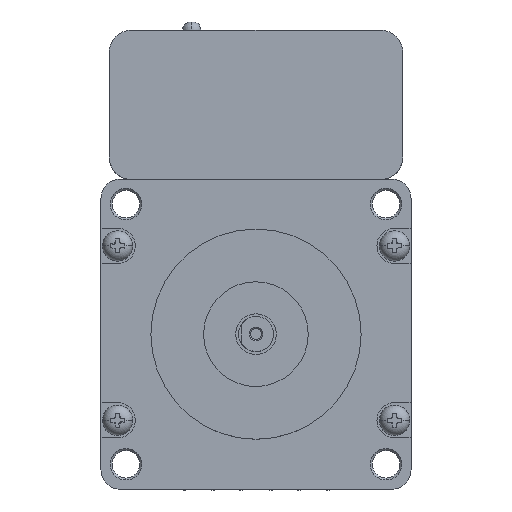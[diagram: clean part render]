
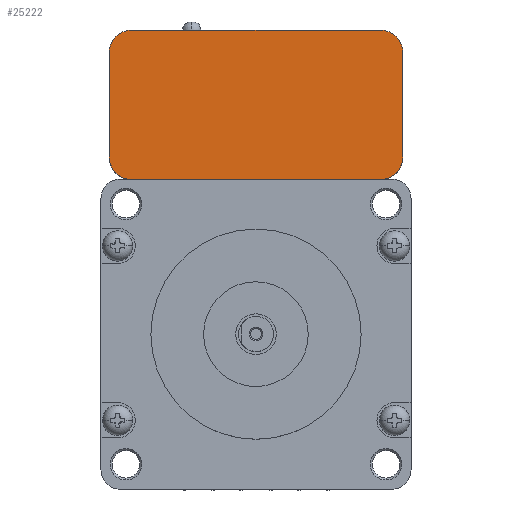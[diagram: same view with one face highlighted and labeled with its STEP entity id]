
A CAD part, top view. The second image highlights one B-rep face of the part: STEP entity #25222.
In plain terms, the highlighted planar face has unit normal (0, 0, 1).
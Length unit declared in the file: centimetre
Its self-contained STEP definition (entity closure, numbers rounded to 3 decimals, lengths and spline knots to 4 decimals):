
#304 = DIRECTION ( 'NONE',  ( -1., 0., 0. ) ) ;
#454 = VECTOR ( 'NONE', #5295, 100. ) ;
#533 = CARTESIAN_POINT ( 'NONE',  ( 2.2505, 2.81, 3.95 ) ) ;
#537 = DIRECTION ( 'NONE',  ( 0., 0., 1. ) ) ;
#548 = DIRECTION ( 'NONE',  ( 0., 1., 0. ) ) ;
#552 = EDGE_LOOP ( 'NONE', ( #10181, #879, #5426, #26026, #14859, #15595, #10589, #1631, #20235, #5222, #22612, #21665, #1724, #23871 ) ) ;
#596 = DIRECTION ( 'NONE',  ( -1., 0., 0. ) ) ;
#727 = VERTEX_POINT ( 'NONE', #4607 ) ;
#879 = ORIENTED_EDGE ( 'NONE', *, *, #20417, .T. ) ;
#998 = CARTESIAN_POINT ( 'NONE',  ( -1.88, 2.81, 3.95 ) ) ;
#1105 = VERTEX_POINT ( 'NONE', #12850 ) ;
#1143 = CARTESIAN_POINT ( 'NONE',  ( 2.2505, 3.22, 3.95 ) ) ;
#1151 = AXIS2_PLACEMENT_3D ( 'NONE', #4958, #22920, #596 ) ;
#1152 = LINE ( 'NONE', #6134, #12727 ) ;
#1631 = ORIENTED_EDGE ( 'NONE', *, *, #17672, .F. ) ;
#1724 = ORIENTED_EDGE ( 'NONE', *, *, #2083, .F. ) ;
#2083 = EDGE_CURVE ( 'NONE', #12182, #727, #1152, .T. ) ;
#2252 = LINE ( 'NONE', #8271, #28544 ) ;
#2641 = LINE ( 'NONE', #7938, #15985 ) ;
#2702 = CARTESIAN_POINT ( 'NONE',  ( -1.88, 2.45, 3.95 ) ) ;
#3920 = LINE ( 'NONE', #26787, #17606 ) ;
#4128 = CARTESIAN_POINT ( 'NONE',  ( 2.2505, 5.11, 3.95 ) ) ;
#4607 = CARTESIAN_POINT ( 'NONE',  ( 1.88, 2.81, 3.95 ) ) ;
#4767 = CARTESIAN_POINT ( 'NONE',  ( -2.2505, 3.22, 3.95 ) ) ;
#4958 = CARTESIAN_POINT ( 'NONE',  ( 1.52, 2.45, 3.95 ) ) ;
#5114 = VERTEX_POINT ( 'NONE', #15782 ) ;
#5222 = ORIENTED_EDGE ( 'NONE', *, *, #28821, .F. ) ;
#5295 = DIRECTION ( 'NONE',  ( 0., -1., 0. ) ) ;
#5324 = EDGE_CURVE ( 'NONE', #19290, #1105, #16189, .T. ) ;
#5426 = ORIENTED_EDGE ( 'NONE', *, *, #23837, .F. ) ;
#5433 = LINE ( 'NONE', #13756, #6823 ) ;
#5624 = AXIS2_PLACEMENT_3D ( 'NONE', #4128, #26949, #19763 ) ;
#6134 = CARTESIAN_POINT ( 'NONE',  ( 2.6605, 2.81, 3.95 ) ) ;
#6241 = CIRCLE ( 'NONE', #7851, 0.41 ) ;
#6339 = AXIS2_PLACEMENT_3D ( 'NONE', #25313, #16345, #14036 ) ;
#6823 = VECTOR ( 'NONE', #548, 100. ) ;
#6976 = CARTESIAN_POINT ( 'NONE',  ( -2.6605, 2.81, 3.95 ) ) ;
#7366 = CARTESIAN_POINT ( 'NONE',  ( -1.52, 2.81, 3.95 ) ) ;
#7843 = LINE ( 'NONE', #11516, #454 ) ;
#7851 = AXIS2_PLACEMENT_3D ( 'NONE', #20687, #537, #22867 ) ;
#7938 = CARTESIAN_POINT ( 'NONE',  ( 2.6605, 2.81, 3.95 ) ) ;
#8271 = CARTESIAN_POINT ( 'NONE',  ( -1.88, 5.52, 3.95 ) ) ;
#8338 = FACE_OUTER_BOUND ( 'NONE', #552, .T. ) ;
#9793 = LINE ( 'NONE', #6976, #24534 ) ;
#9795 = EDGE_CURVE ( 'NONE', #727, #28258, #7843, .T. ) ;
#9952 = DIRECTION ( 'NONE',  ( 0., -1., 0. ) ) ;
#10181 = ORIENTED_EDGE ( 'NONE', *, *, #5324, .F. ) ;
#10299 = VERTEX_POINT ( 'NONE', #17310 ) ;
#10589 = ORIENTED_EDGE ( 'NONE', *, *, #11963, .T. ) ;
#10635 = AXIS2_PLACEMENT_3D ( 'NONE', #1143, #16863, #21629 ) ;
#11516 = CARTESIAN_POINT ( 'NONE',  ( 1.88, 1.88, 3.95 ) ) ;
#11769 = AXIS2_PLACEMENT_3D ( 'NONE', #27866, #16424, #18743 ) ;
#11963 = EDGE_CURVE ( 'NONE', #20808, #16064, #9793, .T. ) ;
#12182 = VERTEX_POINT ( 'NONE', #533 ) ;
#12727 = VECTOR ( 'NONE', #21987, 100. ) ;
#12821 = CIRCLE ( 'NONE', #10635, 0.41 ) ;
#12850 = CARTESIAN_POINT ( 'NONE',  ( 2.6605, 3.22, 3.95 ) ) ;
#13756 = CARTESIAN_POINT ( 'NONE',  ( -2.6605, 5.52, 3.95 ) ) ;
#13863 = CARTESIAN_POINT ( 'NONE',  ( 2.6605, 5.11, 3.95 ) ) ;
#14003 = CARTESIAN_POINT ( 'NONE',  ( 2.2505, 5.52, 3.95 ) ) ;
#14036 = DIRECTION ( 'NONE',  ( -1., 0., 0. ) ) ;
#14633 = DIRECTION ( 'NONE',  ( 1., 0., 0. ) ) ;
#14652 = VERTEX_POINT ( 'NONE', #2702 ) ;
#14859 = ORIENTED_EDGE ( 'NONE', *, *, #20595, .F. ) ;
#15042 = VERTEX_POINT ( 'NONE', #7366 ) ;
#15595 = ORIENTED_EDGE ( 'NONE', *, *, #17658, .T. ) ;
#15688 = CIRCLE ( 'NONE', #1151, 0.36 ) ;
#15782 = CARTESIAN_POINT ( 'NONE',  ( 1.52, 2.81, 3.95 ) ) ;
#15895 = VERTEX_POINT ( 'NONE', #16933 ) ;
#15985 = VECTOR ( 'NONE', #23681, 100. ) ;
#16064 = VERTEX_POINT ( 'NONE', #998 ) ;
#16189 = LINE ( 'NONE', #21021, #22125 ) ;
#16345 = DIRECTION ( 'NONE',  ( 0., 0., -1. ) ) ;
#16424 = DIRECTION ( 'NONE',  ( 0., 0., -1. ) ) ;
#16863 = DIRECTION ( 'NONE',  ( 0., 0., 1. ) ) ;
#16933 = CARTESIAN_POINT ( 'NONE',  ( -2.2505, 5.52, 3.95 ) ) ;
#17310 = CARTESIAN_POINT ( 'NONE',  ( -2.6605, 3.22, 3.95 ) ) ;
#17606 = VECTOR ( 'NONE', #17989, 100. ) ;
#17658 = EDGE_CURVE ( 'NONE', #10299, #20808, #20681, .T. ) ;
#17672 = EDGE_CURVE ( 'NONE', #14652, #16064, #3920, .T. ) ;
#17989 = DIRECTION ( 'NONE',  ( 0., 1., 0. ) ) ;
#18054 = CARTESIAN_POINT ( 'NONE',  ( 1.88, 2.45, 3.95 ) ) ;
#18070 = DIRECTION ( 'NONE',  ( 1., 0., 0. ) ) ;
#18743 = DIRECTION ( 'NONE',  ( -1., 0., 0. ) ) ;
#19290 = VERTEX_POINT ( 'NONE', #13863 ) ;
#19402 = CARTESIAN_POINT ( 'NONE',  ( -2.6605, 5.11, 3.95 ) ) ;
#19763 = DIRECTION ( 'NONE',  ( -1., 0., 0. ) ) ;
#20235 = ORIENTED_EDGE ( 'NONE', *, *, #28563, .T. ) ;
#20417 = EDGE_CURVE ( 'NONE', #19290, #22069, #25410, .T. ) ;
#20595 = EDGE_CURVE ( 'NONE', #10299, #25735, #5433, .T. ) ;
#20681 = CIRCLE ( 'NONE', #26878, 0.41 ) ;
#20687 = CARTESIAN_POINT ( 'NONE',  ( -2.2505, 5.11, 3.95 ) ) ;
#20808 = VERTEX_POINT ( 'NONE', #23527 ) ;
#20896 = PLANE ( 'NONE',  #6339 ) ;
#21021 = CARTESIAN_POINT ( 'NONE',  ( 2.6605, 5.52, 3.95 ) ) ;
#21599 = EDGE_CURVE ( 'NONE', #12182, #1105, #12821, .T. ) ;
#21629 = DIRECTION ( 'NONE',  ( -1., 0., 0. ) ) ;
#21665 = ORIENTED_EDGE ( 'NONE', *, *, #9795, .F. ) ;
#21987 = DIRECTION ( 'NONE',  ( -1., 0., 0. ) ) ;
#22069 = VERTEX_POINT ( 'NONE', #14003 ) ;
#22125 = VECTOR ( 'NONE', #9952, 100. ) ;
#22352 = DIRECTION ( 'NONE',  ( 0., 0., 1. ) ) ;
#22612 = ORIENTED_EDGE ( 'NONE', *, *, #25456, .T. ) ;
#22867 = DIRECTION ( 'NONE',  ( -1., 0., 0. ) ) ;
#22920 = DIRECTION ( 'NONE',  ( 0., 0., -1. ) ) ;
#23527 = CARTESIAN_POINT ( 'NONE',  ( -2.2505, 2.81, 3.95 ) ) ;
#23681 = DIRECTION ( 'NONE',  ( -1., 0., 0. ) ) ;
#23837 = EDGE_CURVE ( 'NONE', #15895, #22069, #2252, .T. ) ;
#23871 = ORIENTED_EDGE ( 'NONE', *, *, #21599, .T. ) ;
#24534 = VECTOR ( 'NONE', #18070, 100. ) ;
#25222 = ADVANCED_FACE ( 'NONE', ( #8338 ), #20896, .F. ) ;
#25231 = EDGE_CURVE ( 'NONE', #15895, #25735, #6241, .T. ) ;
#25313 = CARTESIAN_POINT ( 'NONE',  ( 0., 0., 3.95 ) ) ;
#25410 = CIRCLE ( 'NONE', #5624, 0.41 ) ;
#25456 = EDGE_CURVE ( 'NONE', #5114, #28258, #15688, .T. ) ;
#25735 = VERTEX_POINT ( 'NONE', #19402 ) ;
#26026 = ORIENTED_EDGE ( 'NONE', *, *, #25231, .T. ) ;
#26787 = CARTESIAN_POINT ( 'NONE',  ( -1.88, 0., 3.95 ) ) ;
#26878 = AXIS2_PLACEMENT_3D ( 'NONE', #4767, #22352, #304 ) ;
#26949 = DIRECTION ( 'NONE',  ( 0., 0., 1. ) ) ;
#27866 = CARTESIAN_POINT ( 'NONE',  ( -1.52, 2.45, 3.95 ) ) ;
#28258 = VERTEX_POINT ( 'NONE', #18054 ) ;
#28263 = CIRCLE ( 'NONE', #11769, 0.36 ) ;
#28544 = VECTOR ( 'NONE', #14633, 100. ) ;
#28563 = EDGE_CURVE ( 'NONE', #14652, #15042, #28263, .T. ) ;
#28821 = EDGE_CURVE ( 'NONE', #5114, #15042, #2641, .T. ) ;
